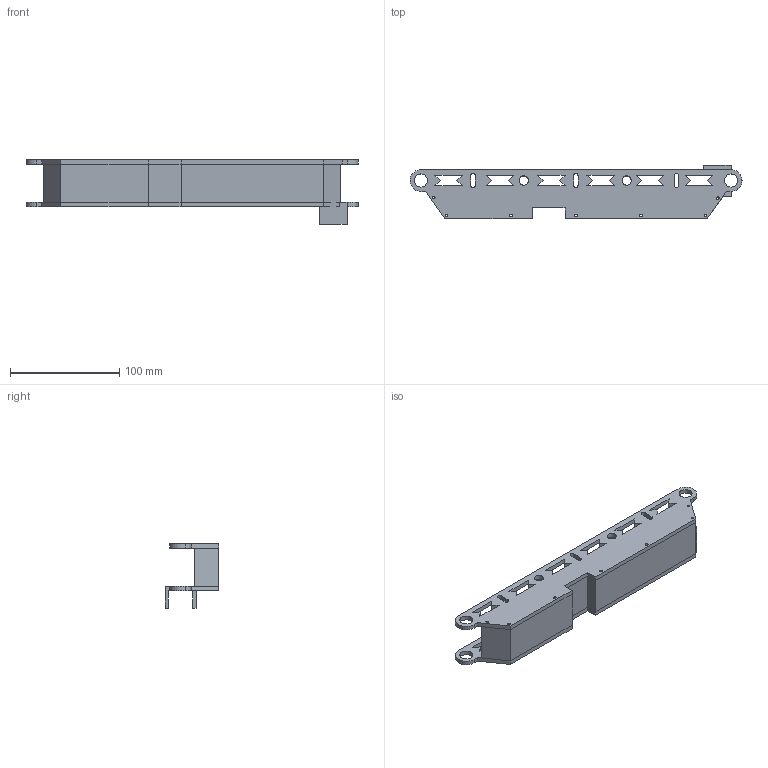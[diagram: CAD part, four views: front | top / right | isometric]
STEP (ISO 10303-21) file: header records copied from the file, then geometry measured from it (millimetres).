
FILE_DESCRIPTION(/* description */ (''),/* implementation_level */ '2;1');
FILE_NAME(/* name */ 'BigConveyor v33.step',/* time_stamp */ '2021-11-15T11:25:55-05:00',/* author */ (''),/* organization */ (''),/* preprocessor_version */ 'ST-DEVELOPER v18.1',/* originating_system */ 'Autodesk Translation Framework v10.10.0.1391',/* authorisation */ '');
FILE_SCHEMA (('AUTOMOTIVE_DESIGN { 1 0 10303 214 3 1 1 }'));
Length unit declared in the file: millimetre
Products named in the file (1): BigConveyor
Bounding box: 303.53 x 49.15 x 59 mm (x, y, z)
Volume: 121708.7 mm3; surface area: 81769.4 mm2
Topology: 3 solids, 3 shells, 225 faces, 685 edges, 454 vertices
Faces by surface type: plane 156, cylinder 69
Full cylindrical faces by diameter (mm): 1.8 x15, 2.4 x21, 8 x2, 8.4 x4, 10 x3, 12 x4
Entity records: 7986 total; most frequent: ORIENTED_EDGE 1370, CARTESIAN_POINT 1365, DIRECTION 1291, EDGE_CURVE 685, LINE 531, VECTOR 531, VERTEX_POINT 454, AXIS2_PLACEMENT_3D 380
